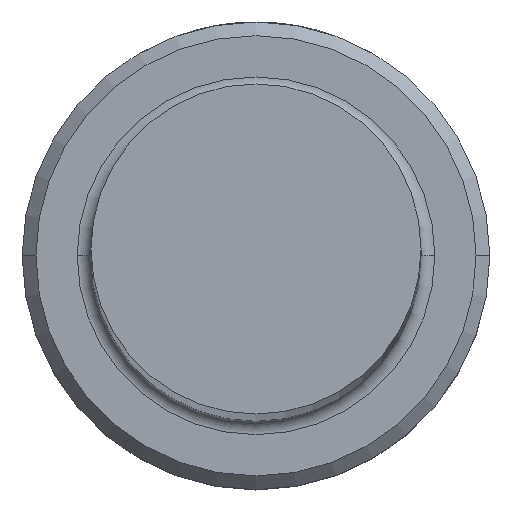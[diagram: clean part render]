
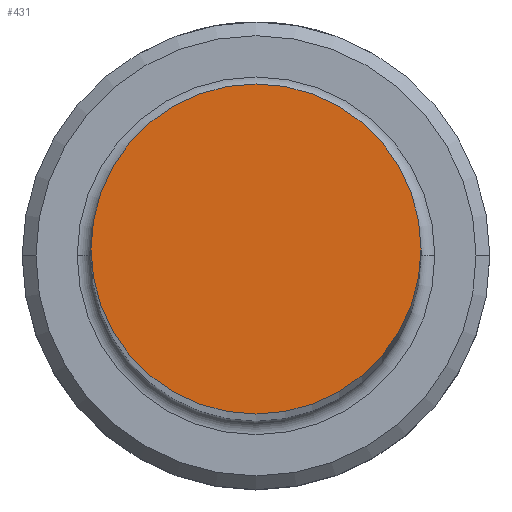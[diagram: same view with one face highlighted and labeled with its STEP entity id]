
A CAD part, top view. The second image highlights one B-rep face of the part: STEP entity #431.
In plain terms, the highlighted planar face has unit normal (0, 0, 1).
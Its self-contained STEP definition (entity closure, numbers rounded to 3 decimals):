
#54 = CARTESIAN_POINT ( 'NONE',  ( 0., 0., 150. ) ) ;
#90 = CIRCLE ( 'NONE', #616, 6. ) ;
#151 = DIRECTION ( 'NONE',  ( 0., 0., 1. ) ) ;
#326 = EDGE_CURVE ( 'NONE', #1091, #1015, #90, .T. ) ;
#360 = CARTESIAN_POINT ( 'NONE',  ( 0., 0., 150. ) ) ;
#365 = DIRECTION ( 'NONE',  ( 0., 0., 1. ) ) ;
#390 = EDGE_CURVE ( 'NONE', #1015, #1091, #541, .T. ) ;
#431 = ADVANCED_FACE ( 'NONE', ( #506 ), #807, .T. ) ;
#506 = FACE_OUTER_BOUND ( 'NONE', #837, .T. ) ;
#531 = DIRECTION ( 'NONE',  ( 0., 0., 1. ) ) ;
#541 = CIRCLE ( 'NONE', #853, 6. ) ;
#544 = DIRECTION ( 'NONE',  ( 1., 0., 0. ) ) ;
#616 = AXIS2_PLACEMENT_3D ( 'NONE', #360, #365, #544 ) ;
#646 = ORIENTED_EDGE ( 'NONE', *, *, #326, .T. ) ;
#686 = CARTESIAN_POINT ( 'NONE',  ( 6., 0., 150. ) ) ;
#707 = CARTESIAN_POINT ( 'NONE',  ( -6., 0., 150. ) ) ;
#712 = CARTESIAN_POINT ( 'NONE',  ( 0., 0., 150. ) ) ;
#803 = DIRECTION ( 'NONE',  ( 1., 0., 0. ) ) ;
#807 = PLANE ( 'NONE',  #1001 ) ;
#837 = EDGE_LOOP ( 'NONE', ( #646, #1086 ) ) ;
#853 = AXIS2_PLACEMENT_3D ( 'NONE', #712, #151, #803 ) ;
#904 = DIRECTION ( 'NONE',  ( 1., 0., 0. ) ) ;
#1001 = AXIS2_PLACEMENT_3D ( 'NONE', #54, #531, #904 ) ;
#1015 = VERTEX_POINT ( 'NONE', #686 ) ;
#1086 = ORIENTED_EDGE ( 'NONE', *, *, #390, .T. ) ;
#1091 = VERTEX_POINT ( 'NONE', #707 ) ;
